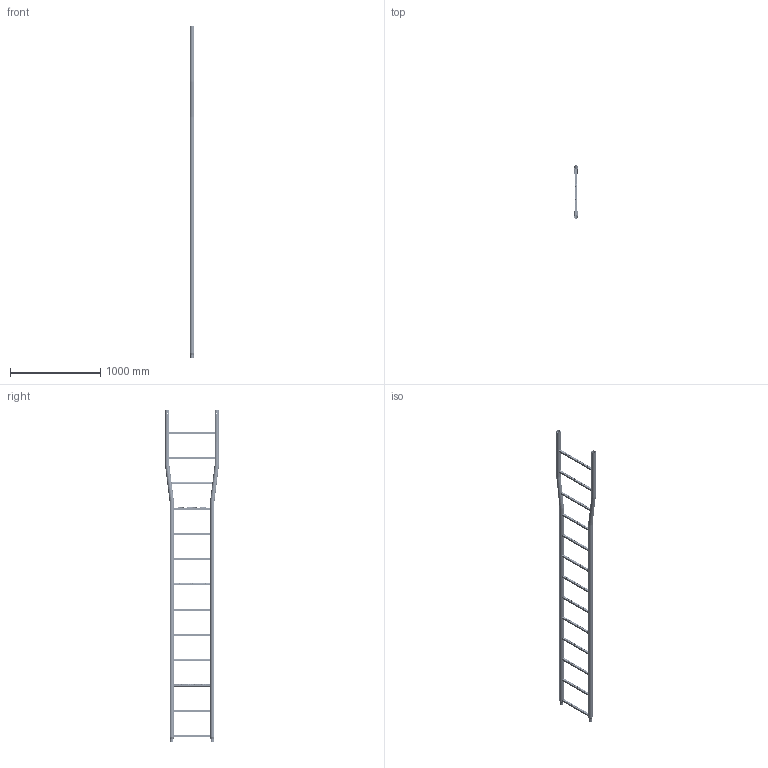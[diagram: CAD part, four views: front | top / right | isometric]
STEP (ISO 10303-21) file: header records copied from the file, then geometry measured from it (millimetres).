
FILE_DESCRIPTION (( 'STEP AP203' ), '1' );
FILE_NAME ('5294050013.STEP', '2024-04-24T06:43:50', ( '' ), ( '' ), 'SwSTEP 2.0', 'SolidWorks 2022', '' );
FILE_SCHEMA (( 'CONFIG_CONTROL_DESIGN' ));
Length unit declared in the file: metre
Products named in the file (1): 5294050013
Bounding box: 48.3 x 598.3 x 3679.96 mm (x, y, z)
Volume: 2829497.9 mm3; surface area: 2888135.1 mm2
Topology: 15 solids, 15 shells, 6523 faces, 18151 edges, 11046 vertices
Faces by surface type: cone 2156, torus 1448, cylinder 1309, plane 1298, bspline 312
Entity records: 236758 total; most frequent: CARTESIAN_POINT 62683, DIRECTION 39611, ORIENTED_EDGE 36302, EDGE_CURVE 18151, AXIS2_PLACEMENT_3D 16454, VERTEX_POINT 11046, CIRCLE 10242, EDGE_LOOP 7355
